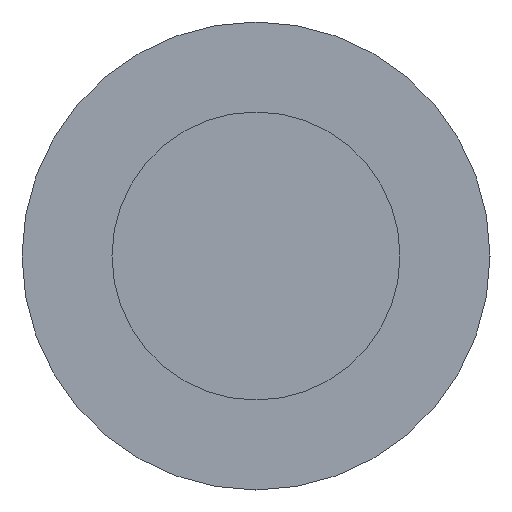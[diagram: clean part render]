
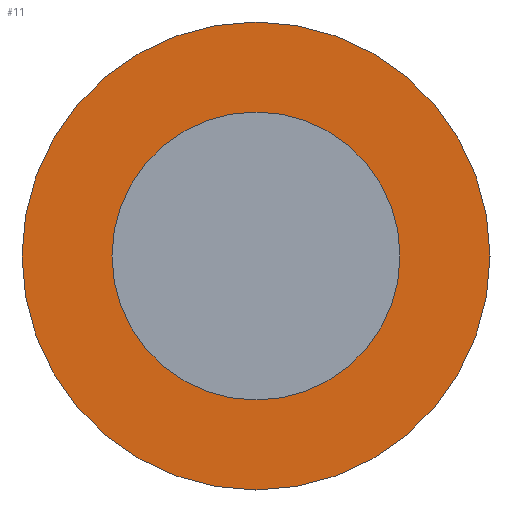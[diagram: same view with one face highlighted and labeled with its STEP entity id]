
A CAD part, left-side view. The second image highlights one B-rep face of the part: STEP entity #11.
In plain terms, the highlighted planar face has unit normal (-1, 0, 0).
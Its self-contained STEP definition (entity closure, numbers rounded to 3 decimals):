
#5 = DIRECTION ( 'NONE',  ( -1., 0., 0. ) ) ;
#11 = ADVANCED_FACE ( 'NONE', ( #132, #333 ), #54, .F. ) ;
#21 = VERTEX_POINT ( 'NONE', #266 ) ;
#22 = CARTESIAN_POINT ( 'NONE',  ( 68.5, 0., 0. ) ) ;
#25 = CARTESIAN_POINT ( 'NONE',  ( 68.5, 0., -8. ) ) ;
#33 = ORIENTED_EDGE ( 'NONE', *, *, #46, .F. ) ;
#46 = EDGE_CURVE ( 'NONE', #91, #293, #223, .T. ) ;
#54 = PLANE ( 'NONE',  #151 ) ;
#91 = VERTEX_POINT ( 'NONE', #164 ) ;
#106 = CARTESIAN_POINT ( 'NONE',  ( 68.5, 0., 0. ) ) ;
#117 = DIRECTION ( 'NONE',  ( 0., 0., -1. ) ) ;
#128 = ORIENTED_EDGE ( 'NONE', *, *, #275, .T. ) ;
#130 = EDGE_CURVE ( 'NONE', #139, #21, #287, .T. ) ;
#132 = FACE_BOUND ( 'NONE', #397, .T. ) ;
#137 = AXIS2_PLACEMENT_3D ( 'NONE', #22, #301, #372 ) ;
#139 = VERTEX_POINT ( 'NONE', #399 ) ;
#151 = AXIS2_PLACEMENT_3D ( 'NONE', #176, #273, #117 ) ;
#164 = CARTESIAN_POINT ( 'NONE',  ( 68.5, 0., 8. ) ) ;
#169 = EDGE_CURVE ( 'NONE', #293, #91, #309, .T. ) ;
#170 = EDGE_LOOP ( 'NONE', ( #353, #128 ) ) ;
#176 = CARTESIAN_POINT ( 'NONE',  ( 68.5, 8., 0. ) ) ;
#179 = DIRECTION ( 'NONE',  ( 0., 0., 1. ) ) ;
#216 = DIRECTION ( 'NONE',  ( -1., 0., 0. ) ) ;
#223 = CIRCLE ( 'NONE', #290, 8. ) ;
#228 = DIRECTION ( 'NONE',  ( 0., 0., 1. ) ) ;
#245 = DIRECTION ( 'NONE',  ( 0., 0., 1. ) ) ;
#266 = CARTESIAN_POINT ( 'NONE',  ( 68.5, 0., -13. ) ) ;
#273 = DIRECTION ( 'NONE',  ( 1., 0., 0. ) ) ;
#275 = EDGE_CURVE ( 'NONE', #21, #139, #413, .T. ) ;
#276 = AXIS2_PLACEMENT_3D ( 'NONE', #409, #406, #245 ) ;
#287 = CIRCLE ( 'NONE', #137, 13. ) ;
#290 = AXIS2_PLACEMENT_3D ( 'NONE', #106, #5, #228 ) ;
#293 = VERTEX_POINT ( 'NONE', #25 ) ;
#301 = DIRECTION ( 'NONE',  ( -1., 0., 0. ) ) ;
#309 = CIRCLE ( 'NONE', #276, 8. ) ;
#333 = FACE_OUTER_BOUND ( 'NONE', #170, .T. ) ;
#353 = ORIENTED_EDGE ( 'NONE', *, *, #130, .T. ) ;
#367 = AXIS2_PLACEMENT_3D ( 'NONE', #380, #216, #179 ) ;
#372 = DIRECTION ( 'NONE',  ( 0., 0., 1. ) ) ;
#375 = ORIENTED_EDGE ( 'NONE', *, *, #169, .F. ) ;
#380 = CARTESIAN_POINT ( 'NONE',  ( 68.5, 0., 0. ) ) ;
#397 = EDGE_LOOP ( 'NONE', ( #33, #375 ) ) ;
#399 = CARTESIAN_POINT ( 'NONE',  ( 68.5, 0., 13. ) ) ;
#406 = DIRECTION ( 'NONE',  ( -1., 0., 0. ) ) ;
#409 = CARTESIAN_POINT ( 'NONE',  ( 68.5, 0., 0. ) ) ;
#413 = CIRCLE ( 'NONE', #367, 13. ) ;
